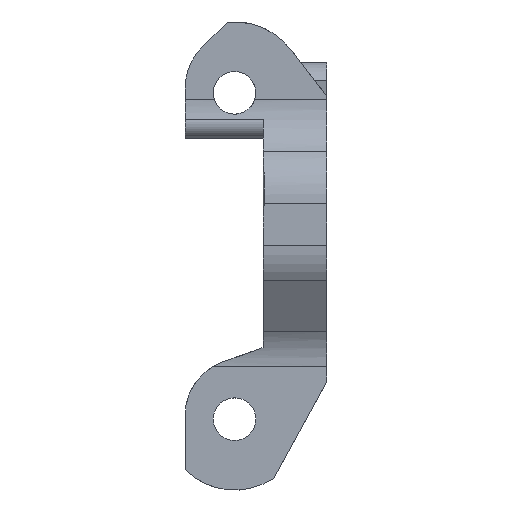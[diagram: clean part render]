
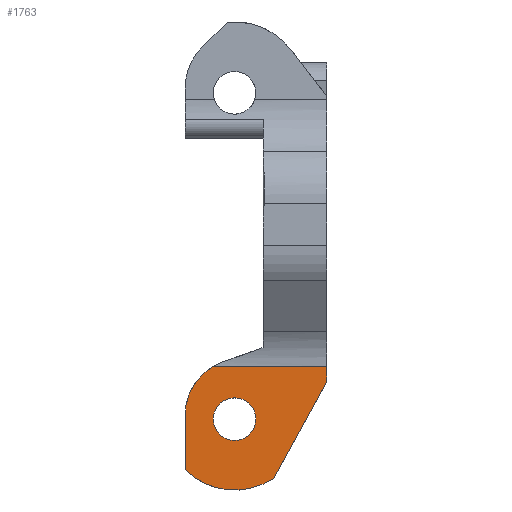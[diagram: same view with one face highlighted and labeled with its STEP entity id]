
A CAD part, top view. The second image highlights one B-rep face of the part: STEP entity #1763.
In plain terms, the highlighted planar face has unit normal (0, 0, 1).
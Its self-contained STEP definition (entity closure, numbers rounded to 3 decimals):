
#95=FACE_BOUND('',#241,.T.);
#141=FACE_OUTER_BOUND('',#240,.T.);
#240=EDGE_LOOP('',(#1443,#1444,#1445,#1446,#1447,#1448,#1449));
#241=EDGE_LOOP('',(#1450));
#345=CIRCLE('',#1926,4.);
#346=CIRCLE('',#1927,5.);
#347=CIRCLE('',#1928,1.5);
#388=LINE('',#2572,#545);
#484=LINE('',#2981,#641);
#485=LINE('',#2985,#642);
#486=LINE('',#2989,#643);
#487=LINE('',#2990,#644);
#545=VECTOR('',#2037,10.);
#641=VECTOR('',#2319,10.);
#642=VECTOR('',#2322,10.);
#643=VECTOR('',#2325,10.);
#644=VECTOR('',#2326,10.);
#710=VERTEX_POINT('',#2569);
#711=VERTEX_POINT('',#2571);
#824=VERTEX_POINT('',#2980);
#825=VERTEX_POINT('',#2982);
#826=VERTEX_POINT('',#2984);
#827=VERTEX_POINT('',#2986);
#828=VERTEX_POINT('',#2988);
#829=VERTEX_POINT('',#2991);
#888=EDGE_CURVE('',#710,#711,#388,.T.);
#1047=EDGE_CURVE('',#710,#824,#484,.T.);
#1048=EDGE_CURVE('',#824,#825,#345,.T.);
#1049=EDGE_CURVE('',#825,#826,#485,.T.);
#1050=EDGE_CURVE('',#826,#827,#346,.T.);
#1051=EDGE_CURVE('',#827,#828,#486,.T.);
#1052=EDGE_CURVE('',#828,#711,#487,.T.);
#1053=EDGE_CURVE('',#829,#829,#347,.T.);
#1443=ORIENTED_EDGE('',*,*,#888,.F.);
#1444=ORIENTED_EDGE('',*,*,#1047,.T.);
#1445=ORIENTED_EDGE('',*,*,#1048,.T.);
#1446=ORIENTED_EDGE('',*,*,#1049,.T.);
#1447=ORIENTED_EDGE('',*,*,#1050,.T.);
#1448=ORIENTED_EDGE('',*,*,#1051,.T.);
#1449=ORIENTED_EDGE('',*,*,#1052,.T.);
#1450=ORIENTED_EDGE('',*,*,#1053,.F.);
#1702=PLANE('',#1925);
#1763=ADVANCED_FACE('',(#141,#95),#1702,.T.);
#1925=AXIS2_PLACEMENT_3D('',#2979,#2317,#2318);
#1926=AXIS2_PLACEMENT_3D('',#2983,#2320,#2321);
#1927=AXIS2_PLACEMENT_3D('',#2987,#2323,#2324);
#1928=AXIS2_PLACEMENT_3D('',#2992,#2327,#2328);
#2037=DIRECTION('',(0.,-1.,0.));
#2317=DIRECTION('center_axis',(0.,0.,
1.));
#2318=DIRECTION('ref_axis',(-1.,0.,0.));
#2319=DIRECTION('',(-1.,0.,0.));
#2320=DIRECTION('center_axis',(0.,0.,
1.));
#2321=DIRECTION('ref_axis',(-0.817,0.576,0.));
#2322=DIRECTION('',(0.,-1.,0.));
#2323=DIRECTION('center_axis',(0.,0.,
1.));
#2324=DIRECTION('ref_axis',(-1.,0.,0.));
#2325=DIRECTION('',(0.845,0.534,0.));
#2326=DIRECTION('',(0.481,0.877,0.));
#2327=DIRECTION('center_axis',(0.,0.,
1.));
#2328=DIRECTION('ref_axis',(-1.,0.,0.));
#2569=CARTESIAN_POINT('',(-10.,124.168,-2.));
#2571=CARTESIAN_POINT('',(-10.,123.14,-2.));
#2572=CARTESIAN_POINT('',(-10.,125.231,-2.));
#2979=CARTESIAN_POINT('Origin',(-14.975,131.964,-2.));
#2980=CARTESIAN_POINT('',(-18.036,124.168,-2.));
#2981=CARTESIAN_POINT('',(-12.488,124.168,-2.));
#2982=CARTESIAN_POINT('',(-20.,120.725,-2.));
#2983=CARTESIAN_POINT('Origin',(-16.,120.725,-2.));
#2984=CARTESIAN_POINT('',(-20.,116.886,-2.));
#2985=CARTESIAN_POINT('',(-20.,145.464,-2.));
#2986=CARTESIAN_POINT('',(-13.837,116.237,-2.));
#2987=CARTESIAN_POINT('Origin',(-16.507,120.464,-2.));
#2988=CARTESIAN_POINT('',(-13.755,116.288,-2.));
#2989=CARTESIAN_POINT('',(-13.837,116.237,-2.));
#2990=CARTESIAN_POINT('',(-9.647,123.784,-2.));
#2991=CARTESIAN_POINT('',(-15.007,120.464,-2.));
#2992=CARTESIAN_POINT('Origin',(-16.507,120.464,-2.));
